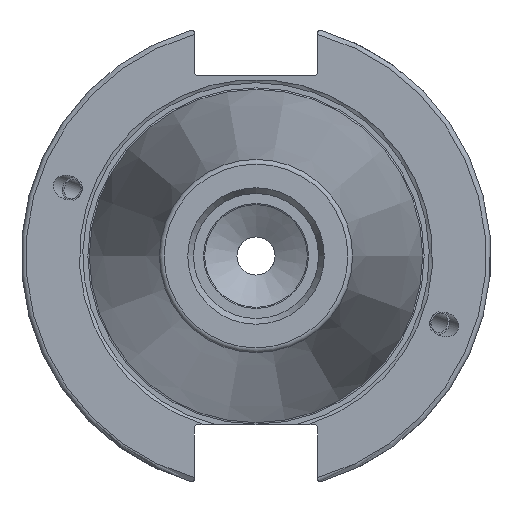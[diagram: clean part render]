
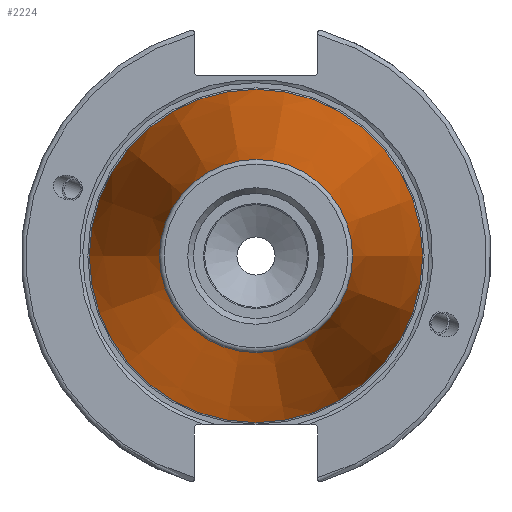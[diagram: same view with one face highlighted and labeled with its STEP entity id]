
A CAD part, left-side view. The second image highlights one B-rep face of the part: STEP entity #2224.
In plain terms, the highlighted conical face has half-angle 8.297 degrees and reference radius 27.517 mm.
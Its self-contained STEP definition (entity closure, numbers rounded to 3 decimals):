
#144=CONICAL_SURFACE('',#2516,27.517,0.145);
#235=LINE('',#4361,#341);
#341=VECTOR('',#3145,27.517);
#473=FACE_OUTER_BOUND('',#598,.T.);
#598=EDGE_LOOP('',(#1957,#1958,#1959,#1960,#1961,#1962,#1963));
#786=CIRCLE('',#2507,20.233);
#787=CIRCLE('',#2508,20.233);
#791=CIRCLE('',#2512,20.233);
#794=CIRCLE('',#2517,34.925);
#795=CIRCLE('',#2518,34.925);
#1040=VERTEX_POINT('',#4340);
#1041=VERTEX_POINT('',#4341);
#1042=VERTEX_POINT('',#4343);
#1047=VERTEX_POINT('',#4357);
#1048=VERTEX_POINT('',#4358);
#1364=EDGE_CURVE('',#1040,#1041,#786,.T.);
#1365=EDGE_CURVE('',#1041,#1042,#787,.T.);
#1369=EDGE_CURVE('',#1042,#1040,#791,.T.);
#1372=EDGE_CURVE('',#1047,#1048,#794,.T.);
#1373=EDGE_CURVE('',#1048,#1047,#795,.T.);
#1374=EDGE_CURVE('',#1048,#1041,#235,.T.);
#1957=ORIENTED_EDGE('',*,*,#1372,.F.);
#1958=ORIENTED_EDGE('',*,*,#1373,.F.);
#1959=ORIENTED_EDGE('',*,*,#1374,.T.);
#1960=ORIENTED_EDGE('',*,*,#1364,.F.);
#1961=ORIENTED_EDGE('',*,*,#1369,.F.);
#1962=ORIENTED_EDGE('',*,*,#1365,.F.);
#1963=ORIENTED_EDGE('',*,*,#1374,.F.);
#2224=ADVANCED_FACE('',(#473),#144,.T.);
#2507=AXIS2_PLACEMENT_3D('',#4342,#3121,#3122);
#2508=AXIS2_PLACEMENT_3D('',#4344,#3123,#3124);
#2512=AXIS2_PLACEMENT_3D('',#4350,#3131,#3132);
#2516=AXIS2_PLACEMENT_3D('',#4356,#3139,#3140);
#2517=AXIS2_PLACEMENT_3D('',#4359,#3141,#3142);
#2518=AXIS2_PLACEMENT_3D('',#4360,#3143,#3144);
#3121=DIRECTION('center_axis',(-1.,0.,0.));
#3122=DIRECTION('ref_axis',(0.,-1.,0.));
#3123=DIRECTION('center_axis',(-1.,0.,0.));
#3124=DIRECTION('ref_axis',(0.,-1.,0.));
#3131=DIRECTION('center_axis',(-1.,0.,0.));
#3132=DIRECTION('ref_axis',(0.,-1.,0.));
#3139=DIRECTION('center_axis',(1.,0.,0.));
#3140=DIRECTION('ref_axis',(0.,1.,0.));
#3141=DIRECTION('center_axis',(1.,0.,0.));
#3142=DIRECTION('ref_axis',(0.,0.,-1.));
#3143=DIRECTION('center_axis',(1.,0.,0.));
#3144=DIRECTION('ref_axis',(0.,0.,-1.));
#3145=DIRECTION('',(-0.99,0.144,0.));
#4340=CARTESIAN_POINT('',(-100.744,20.233,0.));
#4341=CARTESIAN_POINT('',(-100.744,-20.233,0.));
#4342=CARTESIAN_POINT('Origin',(-100.744,0.,0.));
#4343=CARTESIAN_POINT('',(-100.744,0.,20.233));
#4344=CARTESIAN_POINT('Origin',(-100.744,0.,0.));
#4350=CARTESIAN_POINT('Origin',(-100.744,0.,0.));
#4356=CARTESIAN_POINT('Origin',(-50.8,0.,0.));
#4357=CARTESIAN_POINT('',(0.,34.925,0.));
#4358=CARTESIAN_POINT('',(0.,-34.925,0.));
#4359=CARTESIAN_POINT('Origin',(0.,0.,0.));
#4360=CARTESIAN_POINT('Origin',(0.,0.,0.));
#4361=CARTESIAN_POINT('',(-50.8,-27.517,0.));
